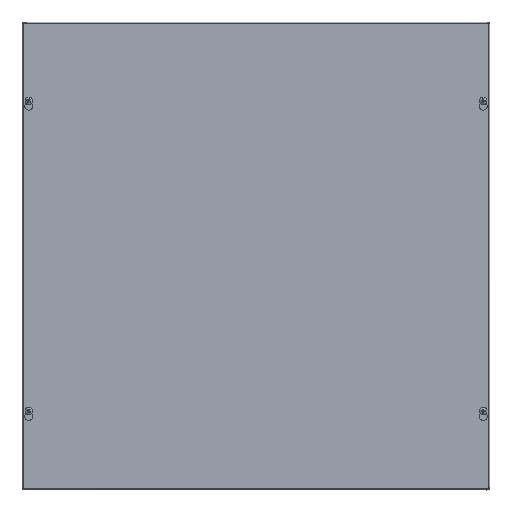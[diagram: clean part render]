
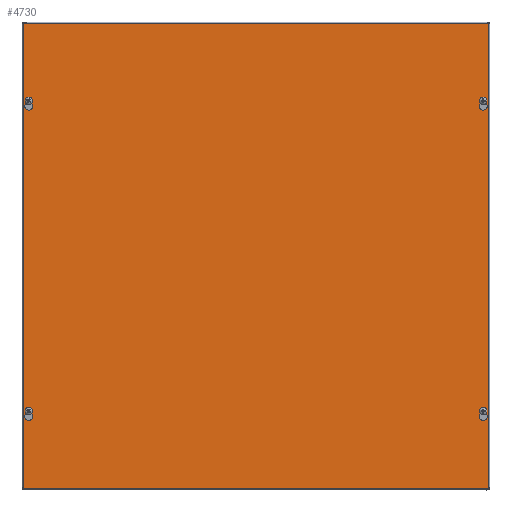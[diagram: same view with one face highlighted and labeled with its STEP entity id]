
A CAD part, top view. The second image highlights one B-rep face of the part: STEP entity #4730.
In plain terms, the highlighted planar face has unit normal (0, 0, 1).
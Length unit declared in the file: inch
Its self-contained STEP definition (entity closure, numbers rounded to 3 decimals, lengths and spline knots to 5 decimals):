
#513=LINE($,#8599,#864);
#517=LINE($,#8609,#868);
#520=LINE($,#8617,#871);
#524=LINE($,#8629,#875);
#529=LINE($,#8647,#880);
#533=LINE($,#8657,#884);
#536=LINE($,#8665,#887);
#540=LINE($,#8677,#891);
#542=LINE($,#8685,#893);
#546=LINE($,#8693,#897);
#549=LINE($,#8699,#900);
#552=LINE($,#8704,#903);
#864=VECTOR($,#6059,0.26996);
#868=VECTOR($,#6071,0.26996);
#871=VECTOR($,#6076,0.26996);
#875=VECTOR($,#6088,0.26996);
#880=VECTOR($,#6107,0.26996);
#884=VECTOR($,#6119,0.26996);
#887=VECTOR($,#6124,0.26996);
#891=VECTOR($,#6136,0.26996);
#893=VECTOR($,#6146,24.);
#897=VECTOR($,#6152,24.);
#900=VECTOR($,#6157,24.);
#903=VECTOR($,#6162,24.);
#1111=FACE_BOUND($,#1732,.T.);
#1112=FACE_BOUND($,#1733,.T.);
#1113=FACE_BOUND($,#1734,.T.);
#1114=FACE_BOUND($,#1735,.T.);
#1115=FACE_BOUND($,#1736,.T.);
#1732=EDGE_LOOP($,(#3952,#3953,#3954,#3955));
#1733=EDGE_LOOP($,(#3956,#3957,#3958,#3959));
#1734=EDGE_LOOP($,(#3960,#3961,#3962,#3963));
#1735=EDGE_LOOP($,(#3964,#3965,#3966,#3967));
#1736=EDGE_LOOP($,(#3968,#3969,#3970,#3971));
#1875=CIRCLE($,#5066,0.203);
#1877=CIRCLE($,#5070,0.125);
#1879=CIRCLE($,#5075,0.125);
#1881=CIRCLE($,#5079,0.203);
#1883=CIRCLE($,#5082,0.203);
#1885=CIRCLE($,#5086,0.125);
#1887=CIRCLE($,#5091,0.125);
#1889=CIRCLE($,#5095,0.203);
#2233=VERTEX_POINT($,#8590);
#2234=VERTEX_POINT($,#8592);
#2236=VERTEX_POINT($,#8598);
#2238=VERTEX_POINT($,#8604);
#2241=VERTEX_POINT($,#8614);
#2242=VERTEX_POINT($,#8616);
#2244=VERTEX_POINT($,#8622);
#2246=VERTEX_POINT($,#8628);
#2249=VERTEX_POINT($,#8638);
#2250=VERTEX_POINT($,#8640);
#2252=VERTEX_POINT($,#8646);
#2254=VERTEX_POINT($,#8652);
#2257=VERTEX_POINT($,#8662);
#2258=VERTEX_POINT($,#8664);
#2260=VERTEX_POINT($,#8670);
#2262=VERTEX_POINT($,#8676);
#2263=VERTEX_POINT($,#8683);
#2264=VERTEX_POINT($,#8684);
#2267=VERTEX_POINT($,#8692);
#2269=VERTEX_POINT($,#8698);
#2795=EDGE_CURVE($,#2234,#2233,#1875,.T.);
#2798=EDGE_CURVE($,#2236,#2234,#513,.T.);
#2801=EDGE_CURVE($,#2238,#2236,#1877,.T.);
#2804=EDGE_CURVE($,#2233,#2238,#517,.T.);
#2807=EDGE_CURVE($,#2242,#2241,#520,.T.);
#2810=EDGE_CURVE($,#2244,#2242,#1879,.T.);
#2813=EDGE_CURVE($,#2246,#2244,#524,.T.);
#2816=EDGE_CURVE($,#2241,#2246,#1881,.T.);
#2819=EDGE_CURVE($,#2250,#2249,#1883,.T.);
#2822=EDGE_CURVE($,#2252,#2250,#529,.T.);
#2825=EDGE_CURVE($,#2254,#2252,#1885,.T.);
#2828=EDGE_CURVE($,#2249,#2254,#533,.T.);
#2831=EDGE_CURVE($,#2258,#2257,#536,.T.);
#2834=EDGE_CURVE($,#2260,#2258,#1887,.T.);
#2837=EDGE_CURVE($,#2262,#2260,#540,.T.);
#2840=EDGE_CURVE($,#2257,#2262,#1889,.T.);
#2841=EDGE_CURVE($,#2263,#2264,#542,.T.);
#2845=EDGE_CURVE($,#2264,#2267,#546,.T.);
#2848=EDGE_CURVE($,#2267,#2269,#549,.T.);
#2851=EDGE_CURVE($,#2269,#2263,#552,.T.);
#3952=ORIENTED_EDGE($,*,*,#2795,.T.);
#3953=ORIENTED_EDGE($,*,*,#2804,.T.);
#3954=ORIENTED_EDGE($,*,*,#2801,.T.);
#3955=ORIENTED_EDGE($,*,*,#2798,.T.);
#3956=ORIENTED_EDGE($,*,*,#2807,.T.);
#3957=ORIENTED_EDGE($,*,*,#2816,.T.);
#3958=ORIENTED_EDGE($,*,*,#2813,.T.);
#3959=ORIENTED_EDGE($,*,*,#2810,.T.);
#3960=ORIENTED_EDGE($,*,*,#2819,.T.);
#3961=ORIENTED_EDGE($,*,*,#2828,.T.);
#3962=ORIENTED_EDGE($,*,*,#2825,.T.);
#3963=ORIENTED_EDGE($,*,*,#2822,.T.);
#3964=ORIENTED_EDGE($,*,*,#2831,.T.);
#3965=ORIENTED_EDGE($,*,*,#2840,.T.);
#3966=ORIENTED_EDGE($,*,*,#2837,.T.);
#3967=ORIENTED_EDGE($,*,*,#2834,.T.);
#3968=ORIENTED_EDGE($,*,*,#2841,.F.);
#3969=ORIENTED_EDGE($,*,*,#2851,.F.);
#3970=ORIENTED_EDGE($,*,*,#2848,.F.);
#3971=ORIENTED_EDGE($,*,*,#2845,.F.);
#4214=PLANE($,#5100);
#4730=ADVANCED_FACE($,(#1111,#1112,#1113,#1114,#1115),#4214,.T.);
#5066=AXIS2_PLACEMENT_3D($,#8593,#6053,#6054);
#5070=AXIS2_PLACEMENT_3D($,#8605,#6065,#6066);
#5075=AXIS2_PLACEMENT_3D($,#8623,#6082,#6083);
#5079=AXIS2_PLACEMENT_3D($,#8633,#6094,#6095);
#5082=AXIS2_PLACEMENT_3D($,#8641,#6101,#6102);
#5086=AXIS2_PLACEMENT_3D($,#8653,#6113,#6114);
#5091=AXIS2_PLACEMENT_3D($,#8671,#6130,#6131);
#5095=AXIS2_PLACEMENT_3D($,#8681,#6142,#6143);
#5100=AXIS2_PLACEMENT_3D($,#8706,#6164,#6165);
#6053=DIRECTION('center_axis',(0.,0.,-1.));
#6054=DIRECTION('ref_axis',(-0.961,0.278,0.));
#6059=DIRECTION($,(0.278,-0.961,0.));
#6065=DIRECTION('center_axis',(0.,0.,-1.));
#6066=DIRECTION('ref_axis',(0.961,0.278,0.));
#6071=DIRECTION($,(0.278,0.961,0.));
#6076=DIRECTION($,(0.278,-0.961,0.));
#6082=DIRECTION('center_axis',(0.,0.,-1.));
#6083=DIRECTION('ref_axis',(0.961,0.278,0.));
#6088=DIRECTION($,(0.278,0.961,0.));
#6094=DIRECTION('center_axis',(0.,0.,-1.));
#6095=DIRECTION('ref_axis',(-0.961,0.278,0.));
#6101=DIRECTION('center_axis',(0.,0.,-1.));
#6102=DIRECTION('ref_axis',(-0.961,0.278,0.));
#6107=DIRECTION($,(0.278,-0.961,0.));
#6113=DIRECTION('center_axis',(0.,0.,-1.));
#6114=DIRECTION('ref_axis',(0.961,0.278,0.));
#6119=DIRECTION($,(0.278,0.961,0.));
#6124=DIRECTION($,(0.278,-0.961,0.));
#6130=DIRECTION('center_axis',(0.,0.,-1.));
#6131=DIRECTION('ref_axis',(0.961,0.278,0.));
#6136=DIRECTION($,(0.278,0.961,0.));
#6142=DIRECTION('center_axis',(0.,0.,-1.));
#6143=DIRECTION('ref_axis',(-0.961,0.278,0.));
#6146=DIRECTION($,(0.,-1.,0.));
#6152=DIRECTION($,(-1.,0.,0.));
#6157=DIRECTION($,(0.,1.,0.));
#6162=DIRECTION($,(1.,0.,0.));
#6164=DIRECTION('center_axis',(0.,0.,1.));
#6165=DIRECTION('ref_axis',(1.,0.,0.));
#8590=CARTESIAN_POINT('',(11.52373,-8.22465,0.074));
#8592=CARTESIAN_POINT('',(11.91377,-8.22465,0.074));
#8593=CARTESIAN_POINT('Origin',(11.71875,-8.281,0.074));
#8598=CARTESIAN_POINT('',(11.83884,-7.9653,0.074));
#8599=CARTESIAN_POINT($,(10.35815,-2.84065,0.074));
#8604=CARTESIAN_POINT('',(11.59866,-7.9653,0.074));
#8605=CARTESIAN_POINT('Origin',(11.71875,-8.,0.074));
#8609=CARTESIAN_POINT($,(12.21388,-5.83604,0.074));
#8614=CARTESIAN_POINT('',(-11.52373,-8.22465,0.074));
#8616=CARTESIAN_POINT('',(-11.59866,-7.9653,0.074));
#8617=CARTESIAN_POINT($,(-12.17641,-5.96571,0.074));
#8622=CARTESIAN_POINT('',(-11.83884,-7.9653,0.074));
#8623=CARTESIAN_POINT('Origin',(-11.71875,-8.,0.074));
#8628=CARTESIAN_POINT('',(-11.91377,-8.22465,0.074));
#8629=CARTESIAN_POINT($,(-10.32068,-2.71097,0.074));
#8633=CARTESIAN_POINT('Origin',(-11.71875,-8.281,0.074));
#8638=CARTESIAN_POINT('',(11.52373,7.77535,0.074));
#8640=CARTESIAN_POINT('',(11.91377,7.77535,0.074));
#8641=CARTESIAN_POINT('Origin',(11.71875,7.719,0.074));
#8646=CARTESIAN_POINT('',(11.83884,8.0347,0.074));
#8647=CARTESIAN_POINT($,(12.49152,5.77576,0.074));
#8652=CARTESIAN_POINT('',(11.59866,8.0347,0.074));
#8653=CARTESIAN_POINT('Origin',(11.71875,8.,0.074));
#8657=CARTESIAN_POINT($,(10.08051,2.78037,0.074));
#8662=CARTESIAN_POINT('',(-11.52373,7.77535,0.074));
#8664=CARTESIAN_POINT('',(-11.59866,8.0347,0.074));
#8665=CARTESIAN_POINT($,(-10.04304,2.6507,0.074));
#8670=CARTESIAN_POINT('',(-11.83884,8.0347,0.074));
#8671=CARTESIAN_POINT('Origin',(-11.71875,8.,0.074));
#8676=CARTESIAN_POINT('',(-11.91377,7.77535,0.074));
#8677=CARTESIAN_POINT($,(-12.45406,5.90543,0.074));
#8681=CARTESIAN_POINT('Origin',(-11.71875,7.719,0.074));
#8683=CARTESIAN_POINT('',(12.,12.,0.074));
#8684=CARTESIAN_POINT('',(12.,-12.,0.074));
#8685=CARTESIAN_POINT($,(12.,12.,0.074));
#8692=CARTESIAN_POINT('',(-12.,-12.,0.074));
#8693=CARTESIAN_POINT($,(12.,-12.,0.074));
#8698=CARTESIAN_POINT('',(-12.,12.,0.074));
#8699=CARTESIAN_POINT($,(-12.,-12.,0.074));
#8704=CARTESIAN_POINT($,(-12.,12.,0.074));
#8706=CARTESIAN_POINT('Origin',(0.,0.,0.074));
